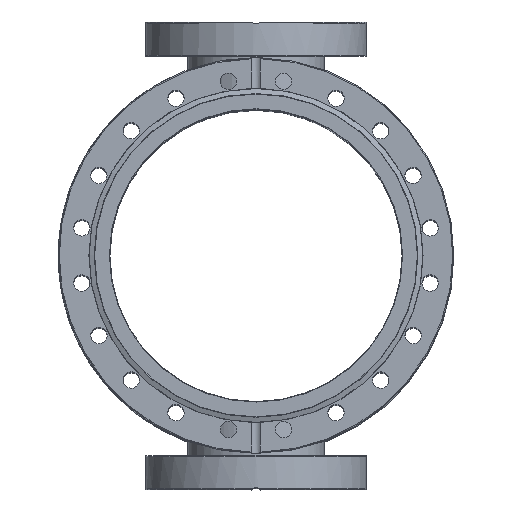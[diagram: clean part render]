
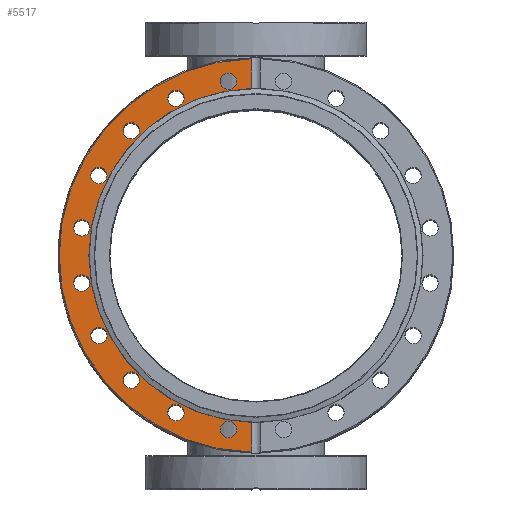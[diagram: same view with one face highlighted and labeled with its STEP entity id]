
A CAD part, top view. The second image highlights one B-rep face of the part: STEP entity #5517.
In plain terms, the highlighted face is planar.
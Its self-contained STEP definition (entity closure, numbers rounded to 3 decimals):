
#5152=CARTESIAN_POINT('',(85.721,2.236,0.0));
#5153=VERTEX_POINT('',#5152);
#5190=CARTESIAN_POINT('',(-85.721,2.236,0.0));
#5191=VERTEX_POINT('',#5190);
#5217=CARTESIAN_POINT('',(0.0,0.0,0.0));
#5218=DIRECTION('',(0.0,0.0,1.0));
#5219=DIRECTION('',(-1.0,0.0,0.0));
#5220=AXIS2_PLACEMENT_3D('',#5217,#5218,#5219);
#5221=CIRCLE('',#5220,85.75);
#5222=EDGE_CURVE('',#5153,#5191,#5221,.T.);
#5275=CARTESIAN_POINT('',(-100.975,2.236,0.0));
#5276=VERTEX_POINT('',#5275);
#5294=CARTESIAN_POINT('',(-85.721,2.236,0.0));
#5295=DIRECTION('',(-1.0,0.0,0.0));
#5296=VECTOR('',#5295,15.254);
#5297=LINE('',#5294,#5296);
#5298=EDGE_CURVE('',#5191,#5276,#5297,.T.);
#5317=CARTESIAN_POINT('',(100.975,2.236,0.0));
#5318=VERTEX_POINT('',#5317);
#5381=CARTESIAN_POINT('',(100.975,2.236,0.0));
#5382=DIRECTION('',(-1.0,0.0,0.0));
#5383=VECTOR('',#5382,15.254);
#5384=LINE('',#5381,#5383);
#5385=EDGE_CURVE('',#5318,#5153,#5384,.T.);
#5390=CARTESIAN_POINT('',(0.0,0.0,0.0));
#5391=DIRECTION('',(0.0,0.0,-1.0));
#5392=DIRECTION('',(-1.0,0.0,0.0));
#5393=AXIS2_PLACEMENT_3D('',#5390,#5391,#5392);
#5394=PLANE('',#5393);
#5395=ORIENTED_EDGE('',*,*,#5385,.T.);
#5396=ORIENTED_EDGE('',*,*,#5222,.T.);
#5397=ORIENTED_EDGE('',*,*,#5298,.T.);
#5398=CARTESIAN_POINT('',(0.0,0.0,0.0));
#5399=DIRECTION('',(0.0,0.0,1.0));
#5400=DIRECTION('',(-1.0,0.0,0.0));
#5401=AXIS2_PLACEMENT_3D('',#5398,#5399,#5400);
#5402=CIRCLE('',#5401,101.0);
#5403=EDGE_CURVE('',#5318,#5276,#5402,.T.);
#5404=ORIENTED_EDGE('',*,*,#5403,.F.);
#5405=EDGE_LOOP('',(#5395,#5396,#5397,#5404));
#5406=FACE_OUTER_BOUND('',#5405,.T.);
#5407=CARTESIAN_POINT('',(10.163,90.684,0.0));
#5408=VERTEX_POINT('',#5407);
#5409=CARTESIAN_POINT('',(14.157,89.386,0.0));
#5410=DIRECTION('',(0.0,0.0,1.));
#5411=DIRECTION('',(0.951,-0.309,0.0));
#5412=AXIS2_PLACEMENT_3D('',#5409,#5410,#5411);
#5413=CIRCLE('',#5412,4.2);
#5414=EDGE_CURVE('',#5408,#5408,#5413,.T.);
#5415=ORIENTED_EDGE('',*,*,#5414,.T.);
#5416=EDGE_LOOP('',(#5415));
#5417=FACE_BOUND('',#5416,.T.);
#5418=CARTESIAN_POINT('',(37.688,83.105,0.0));
#5419=VERTEX_POINT('',#5418);
#5420=CARTESIAN_POINT('',(41.086,80.636,0.0));
#5421=DIRECTION('',(0.0,0.0,1.0));
#5422=DIRECTION('',(0.809,-0.588,0.0));
#5423=AXIS2_PLACEMENT_3D('',#5420,#5421,#5422);
#5424=CIRCLE('',#5423,4.2);
#5425=EDGE_CURVE('',#5419,#5419,#5424,.T.);
#5426=ORIENTED_EDGE('',*,*,#5425,.T.);
#5427=EDGE_LOOP('',(#5426));
#5428=FACE_BOUND('',#5427,.T.);
#5429=CARTESIAN_POINT('',(61.524,67.391,0.0));
#5430=VERTEX_POINT('',#5429);
#5431=CARTESIAN_POINT('',(63.993,63.993,0.0));
#5432=DIRECTION('',(0.0,0.0,1.));
#5433=DIRECTION('',(0.588,-0.809,0.0));
#5434=AXIS2_PLACEMENT_3D('',#5431,#5432,#5433);
#5435=CIRCLE('',#5434,4.2);
#5436=EDGE_CURVE('',#5430,#5430,#5435,.T.);
#5437=ORIENTED_EDGE('',*,*,#5436,.T.);
#5438=EDGE_LOOP('',(#5437));
#5439=FACE_BOUND('',#5438,.T.);
#5440=CARTESIAN_POINT('',(79.338,45.081,0.0));
#5441=VERTEX_POINT('',#5440);
#5442=CARTESIAN_POINT('',(80.636,41.086,0.0));
#5443=DIRECTION('',(0.0,0.0,1.0));
#5444=DIRECTION('',(0.309,-0.951,0.0));
#5445=AXIS2_PLACEMENT_3D('',#5442,#5443,#5444);
#5446=CIRCLE('',#5445,4.2);
#5447=EDGE_CURVE('',#5441,#5441,#5446,.T.);
#5448=ORIENTED_EDGE('',*,*,#5447,.T.);
#5449=EDGE_LOOP('',(#5448));
#5450=FACE_BOUND('',#5449,.T.);
#5451=CARTESIAN_POINT('',(89.386,18.357,0.0));
#5452=VERTEX_POINT('',#5451);
#5453=CARTESIAN_POINT('',(89.386,14.157,0.0));
#5454=DIRECTION('',(0.0,0.0,1.0));
#5455=DIRECTION('',(0.0,-1.0,0.0));
#5456=AXIS2_PLACEMENT_3D('',#5453,#5454,#5455);
#5457=CIRCLE('',#5456,4.2);
#5458=EDGE_CURVE('',#5452,#5452,#5457,.T.);
#5459=ORIENTED_EDGE('',*,*,#5458,.T.);
#5460=EDGE_LOOP('',(#5459));
#5461=FACE_BOUND('',#5460,.T.);
#5462=CARTESIAN_POINT('',(-90.684,10.163,0.0));
#5463=VERTEX_POINT('',#5462);
#5464=CARTESIAN_POINT('',(-89.386,14.157,0.0));
#5465=DIRECTION('',(0.0,0.0,1.));
#5466=DIRECTION('',(0.309,0.951,0.0));
#5467=AXIS2_PLACEMENT_3D('',#5464,#5465,#5466);
#5468=CIRCLE('',#5467,4.2);
#5469=EDGE_CURVE('',#5463,#5463,#5468,.T.);
#5470=ORIENTED_EDGE('',*,*,#5469,.T.);
#5471=EDGE_LOOP('',(#5470));
#5472=FACE_BOUND('',#5471,.T.);
#5473=CARTESIAN_POINT('',(-83.105,37.688,0.0));
#5474=VERTEX_POINT('',#5473);
#5475=CARTESIAN_POINT('',(-80.636,41.086,0.0));
#5476=DIRECTION('',(0.0,0.0,1.0));
#5477=DIRECTION('',(0.588,0.809,0.0));
#5478=AXIS2_PLACEMENT_3D('',#5475,#5476,#5477);
#5479=CIRCLE('',#5478,4.2);
#5480=EDGE_CURVE('',#5474,#5474,#5479,.T.);
#5481=ORIENTED_EDGE('',*,*,#5480,.T.);
#5482=EDGE_LOOP('',(#5481));
#5483=FACE_BOUND('',#5482,.T.);
#5484=CARTESIAN_POINT('',(-67.391,61.524,0.0));
#5485=VERTEX_POINT('',#5484);
#5486=CARTESIAN_POINT('',(-63.993,63.993,0.0));
#5487=DIRECTION('',(0.0,0.0,1.0));
#5488=DIRECTION('',(0.809,0.588,0.0));
#5489=AXIS2_PLACEMENT_3D('',#5486,#5487,#5488);
#5490=CIRCLE('',#5489,4.2);
#5491=EDGE_CURVE('',#5485,#5485,#5490,.T.);
#5492=ORIENTED_EDGE('',*,*,#5491,.T.);
#5493=EDGE_LOOP('',(#5492));
#5494=FACE_BOUND('',#5493,.T.);
#5495=CARTESIAN_POINT('',(-45.081,79.338,0.0));
#5496=VERTEX_POINT('',#5495);
#5497=CARTESIAN_POINT('',(-41.086,80.636,0.0));
#5498=DIRECTION('',(0.0,0.0,1.));
#5499=DIRECTION('',(0.951,0.309,0.0));
#5500=AXIS2_PLACEMENT_3D('',#5497,#5498,#5499);
#5501=CIRCLE('',#5500,4.2);
#5502=EDGE_CURVE('',#5496,#5496,#5501,.T.);
#5503=ORIENTED_EDGE('',*,*,#5502,.T.);
#5504=EDGE_LOOP('',(#5503));
#5505=FACE_BOUND('',#5504,.T.);
#5506=CARTESIAN_POINT('',(-18.357,89.386,0.0));
#5507=VERTEX_POINT('',#5506);
#5508=CARTESIAN_POINT('',(-14.157,89.386,0.0));
#5509=DIRECTION('',(0.0,0.0,1.0));
#5510=DIRECTION('',(1.0,0.0,0.0));
#5511=AXIS2_PLACEMENT_3D('',#5508,#5509,#5510);
#5512=CIRCLE('',#5511,4.2);
#5513=EDGE_CURVE('',#5507,#5507,#5512,.T.);
#5514=ORIENTED_EDGE('',*,*,#5513,.T.);
#5515=EDGE_LOOP('',(#5514));
#5516=FACE_BOUND('',#5515,.T.);
#5517=ADVANCED_FACE('',(#5406,#5417,#5428,#5439,#5450,#5461,#5472,#5483,#5494,#5505,#5516),#5394,.T.);
